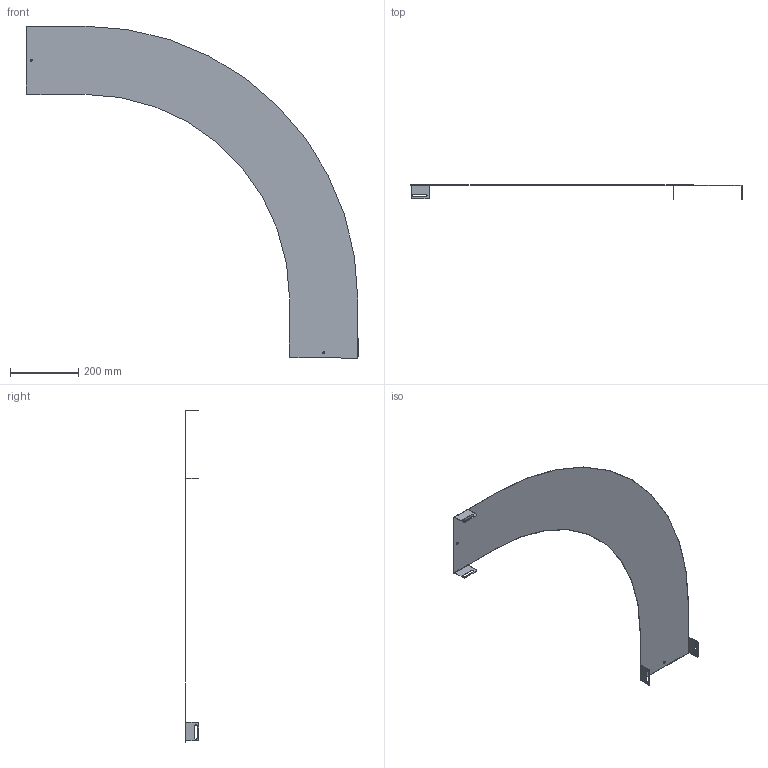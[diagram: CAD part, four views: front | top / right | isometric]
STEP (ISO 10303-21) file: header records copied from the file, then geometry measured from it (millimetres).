
FILE_DESCRIPTION (( 'STEP AP203' ), '1' );
FILE_NAME ('Êðûøêà íà óãîë ãîðèçîíòàëüíûé 90ãð R600_LK0026.STEP', '2012-12-18T07:16:13', ( 'Àñååâ' ), ( '' ), 'SwSTEP 2.0', 'SolidWorks 2012', '' );
FILE_SCHEMA (( 'CONFIG_CONTROL_DESIGN' ));
Length unit declared in the file: millimetre
Products named in the file (1): 署赅 磬 筱铍 泐痂珙眚嚯 90沭 R600_LK0026
Bounding box: 973.61 x 40.61 x 973.61 mm (x, y, z)
Volume: 296497.3 mm3; surface area: 597018.3 mm2
Topology: 1 solids, 1 shells, 108 faces, 286 edges, 180 vertices
Faces by surface type: cylinder 60, plane 48
Full cylindrical faces by diameter (mm): 6.3 x2
Entity records: 3445 total; most frequent: DIRECTION 622, CARTESIAN_POINT 573, ORIENTED_EDGE 568, EDGE_CURVE 284, AXIS2_PLACEMENT_3D 229, VERTEX_POINT 180, VECTOR 164, LINE 164
